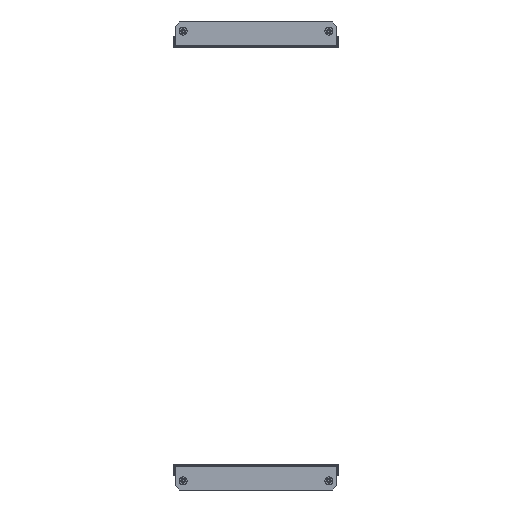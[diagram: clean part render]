
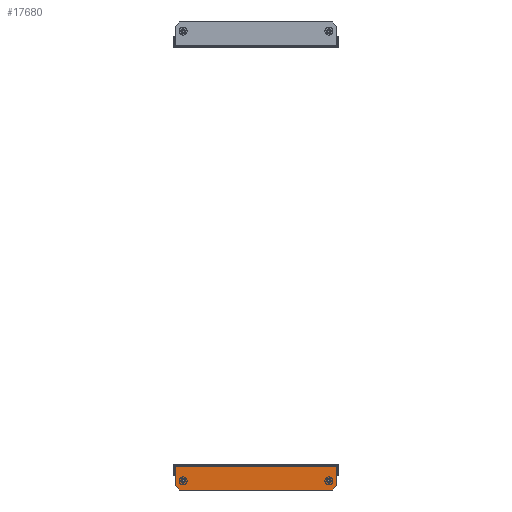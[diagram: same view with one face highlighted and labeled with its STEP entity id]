
A CAD part, left-side view. The second image highlights one B-rep face of the part: STEP entity #17680.
In plain terms, the highlighted planar face has unit normal (-1, 0, 0).
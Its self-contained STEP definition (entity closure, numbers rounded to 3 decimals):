
#118 = CARTESIAN_POINT ( 'NONE',  ( -348.5, -92., -31. ) ) ;
#152 = EDGE_CURVE ( 'NONE', #3238, #2364, #4597, .T. ) ;
#247 = VERTEX_POINT ( 'NONE', #954 ) ;
#249 = ORIENTED_EDGE ( 'NONE', *, *, #16908, .T. ) ;
#364 = DIRECTION ( 'NONE',  ( 0., 0., 1. ) ) ;
#511 = DIRECTION ( 'NONE',  ( 0., 0., 1. ) ) ;
#954 = CARTESIAN_POINT ( 'NONE',  ( -348.5, 87.5, -22.75 ) ) ;
#1345 = AXIS2_PLACEMENT_3D ( 'NONE', #8324, #3112, #4810 ) ;
#1361 = VERTEX_POINT ( 'NONE', #16584 ) ;
#1439 = AXIS2_PLACEMENT_3D ( 'NONE', #7688, #2342, #511 ) ;
#1471 = DIRECTION ( 'NONE',  ( 1., 0., 0. ) ) ;
#2342 = DIRECTION ( 'NONE',  ( -1., 0., 0. ) ) ;
#2364 = VERTEX_POINT ( 'NONE', #21220 ) ;
#2382 = LINE ( 'NONE', #7848, #22767 ) ;
#2408 = FACE_OUTER_BOUND ( 'NONE', #20253, .T. ) ;
#2521 = EDGE_CURVE ( 'NONE', #17640, #18830, #16225, .T. ) ;
#2525 = CARTESIAN_POINT ( 'NONE',  ( -348.5, 97., -1.5 ) ) ;
#2592 = DIRECTION ( 'NONE',  ( 0., -0.707, -0.707 ) ) ;
#3090 = ORIENTED_EDGE ( 'NONE', *, *, #18168, .T. ) ;
#3112 = DIRECTION ( 'NONE',  ( 1., 0., 0. ) ) ;
#3162 = DIRECTION ( 'NONE',  ( 0., 0., 1. ) ) ;
#3238 = VERTEX_POINT ( 'NONE', #3528 ) ;
#3528 = CARTESIAN_POINT ( 'NONE',  ( -348.5, 97., -26. ) ) ;
#4088 = AXIS2_PLACEMENT_3D ( 'NONE', #23239, #6196, #22986 ) ;
#4136 = EDGE_LOOP ( 'NONE', ( #22293, #15790 ) ) ;
#4465 = DIRECTION ( 'NONE',  ( -1., 0., 0. ) ) ;
#4597 = LINE ( 'NONE', #2525, #17981 ) ;
#4810 = DIRECTION ( 'NONE',  ( 0., 0., 1. ) ) ;
#5230 = CARTESIAN_POINT ( 'NONE',  ( -348.5, -87.5, -17.25 ) ) ;
#5710 = CIRCLE ( 'NONE', #1439, 2.75 ) ;
#6196 = DIRECTION ( 'NONE',  ( -1., 0., 0. ) ) ;
#6257 = CARTESIAN_POINT ( 'NONE',  ( -348.5, 92., -31. ) ) ;
#6301 = FACE_BOUND ( 'NONE', #12667, .T. ) ;
#6323 = ORIENTED_EDGE ( 'NONE', *, *, #8602, .F. ) ;
#6389 = CIRCLE ( 'NONE', #1345, 2.75 ) ;
#6541 = VERTEX_POINT ( 'NONE', #19857 ) ;
#6858 = DIRECTION ( 'NONE',  ( 0., -0.707, 0.707 ) ) ;
#7435 = EDGE_CURVE ( 'NONE', #17640, #21293, #21966, .T. ) ;
#7650 = CARTESIAN_POINT ( 'NONE',  ( -348.5, 0., 0. ) ) ;
#7688 = CARTESIAN_POINT ( 'NONE',  ( -348.5, 87.5, -20. ) ) ;
#7848 = CARTESIAN_POINT ( 'NONE',  ( -348.5, -97., -31. ) ) ;
#7880 = VERTEX_POINT ( 'NONE', #5230 ) ;
#8070 = VECTOR ( 'NONE', #21609, 1000. ) ;
#8097 = VECTOR ( 'NONE', #10126, 1000. ) ;
#8283 = CARTESIAN_POINT ( 'NONE',  ( -348.5, 0., -2.5 ) ) ;
#8324 = CARTESIAN_POINT ( 'NONE',  ( -348.5, -87.5, -20. ) ) ;
#8602 = EDGE_CURVE ( 'NONE', #1361, #18830, #2382, .T. ) ;
#9022 = CARTESIAN_POINT ( 'NONE',  ( -348.5, -61.5, -61.5 ) ) ;
#9848 = AXIS2_PLACEMENT_3D ( 'NONE', #19864, #1471, #3162 ) ;
#9940 = DIRECTION ( 'NONE',  ( 0., 0., 1. ) ) ;
#10001 = CARTESIAN_POINT ( 'NONE',  ( -348.5, 61.5, -61.5 ) ) ;
#10126 = DIRECTION ( 'NONE',  ( 0., 1., 0. ) ) ;
#10205 = VECTOR ( 'NONE', #2592, 1000. ) ;
#11423 = CIRCLE ( 'NONE', #9848, 2.75 ) ;
#11813 = LINE ( 'NONE', #8283, #8097 ) ;
#12014 = ORIENTED_EDGE ( 'NONE', *, *, #2521, .T. ) ;
#12667 = EDGE_LOOP ( 'NONE', ( #19225, #21475 ) ) ;
#12903 = CARTESIAN_POINT ( 'NONE',  ( -348.5, -97., -26. ) ) ;
#13733 = PLANE ( 'NONE',  #23322 ) ;
#15694 = VECTOR ( 'NONE', #6858, 1000. ) ;
#15790 = ORIENTED_EDGE ( 'NONE', *, *, #19536, .T. ) ;
#16002 = VERTEX_POINT ( 'NONE', #17621 ) ;
#16114 = ORIENTED_EDGE ( 'NONE', *, *, #7435, .F. ) ;
#16225 = LINE ( 'NONE', #9022, #15694 ) ;
#16584 = CARTESIAN_POINT ( 'NONE',  ( -348.5, -97., -2.5 ) ) ;
#16908 = EDGE_CURVE ( 'NONE', #1361, #2364, #11813, .T. ) ;
#17446 = LINE ( 'NONE', #10001, #10205 ) ;
#17621 = CARTESIAN_POINT ( 'NONE',  ( -348.5, 87.5, -17.25 ) ) ;
#17640 = VERTEX_POINT ( 'NONE', #118 ) ;
#17680 = ADVANCED_FACE ( 'NONE', ( #21153, #6301, #2408 ), #13733, .T. ) ;
#17981 = VECTOR ( 'NONE', #9940, 1000. ) ;
#18168 = EDGE_CURVE ( 'NONE', #3238, #21293, #17446, .T. ) ;
#18199 = CARTESIAN_POINT ( 'NONE',  ( -348.5, 97., -31. ) ) ;
#18763 = EDGE_CURVE ( 'NONE', #7880, #6541, #11423, .T. ) ;
#18830 = VERTEX_POINT ( 'NONE', #12903 ) ;
#19225 = ORIENTED_EDGE ( 'NONE', *, *, #22978, .F. ) ;
#19536 = EDGE_CURVE ( 'NONE', #6541, #7880, #6389, .T. ) ;
#19857 = CARTESIAN_POINT ( 'NONE',  ( -348.5, -87.5, -22.75 ) ) ;
#19864 = CARTESIAN_POINT ( 'NONE',  ( -348.5, -87.5, -20. ) ) ;
#19965 = ORIENTED_EDGE ( 'NONE', *, *, #152, .F. ) ;
#20253 = EDGE_LOOP ( 'NONE', ( #19965, #3090, #16114, #12014, #6323, #249 ) ) ;
#21153 = FACE_BOUND ( 'NONE', #4136, .T. ) ;
#21220 = CARTESIAN_POINT ( 'NONE',  ( -348.5, 97., -2.5 ) ) ;
#21293 = VERTEX_POINT ( 'NONE', #6257 ) ;
#21475 = ORIENTED_EDGE ( 'NONE', *, *, #22200, .F. ) ;
#21609 = DIRECTION ( 'NONE',  ( 0., 1., 0. ) ) ;
#21966 = LINE ( 'NONE', #18199, #8070 ) ;
#22200 = EDGE_CURVE ( 'NONE', #247, #16002, #23131, .T. ) ;
#22293 = ORIENTED_EDGE ( 'NONE', *, *, #18763, .T. ) ;
#22767 = VECTOR ( 'NONE', #23060, 1000. ) ;
#22978 = EDGE_CURVE ( 'NONE', #16002, #247, #5710, .T. ) ;
#22986 = DIRECTION ( 'NONE',  ( 0., 0., 1. ) ) ;
#23060 = DIRECTION ( 'NONE',  ( 0., 0., -1. ) ) ;
#23131 = CIRCLE ( 'NONE', #4088, 2.75 ) ;
#23239 = CARTESIAN_POINT ( 'NONE',  ( -348.5, 87.5, -20. ) ) ;
#23322 = AXIS2_PLACEMENT_3D ( 'NONE', #7650, #4465, #364 ) ;
